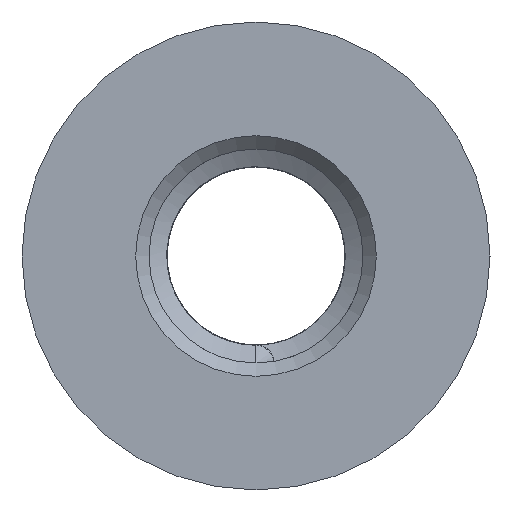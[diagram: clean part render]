
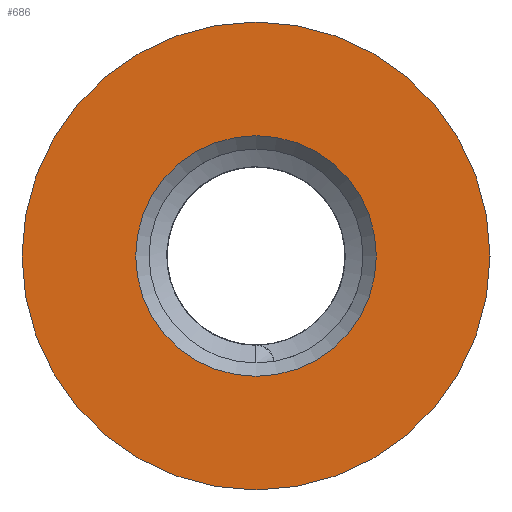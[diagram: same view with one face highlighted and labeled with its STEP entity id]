
A CAD part, front view. The second image highlights one B-rep face of the part: STEP entity #686.
In plain terms, the highlighted planar face has unit normal (0, -1, 0).
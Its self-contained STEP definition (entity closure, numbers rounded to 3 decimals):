
#24=FACE_BOUND('',#140,.T.);
#26=PLANE('',#764);
#52=CIRCLE('',#743,4.5);
#65=CIRCLE('',#761,8.75);
#93=FACE_OUTER_BOUND('',#139,.T.);
#139=EDGE_LOOP('',(#545));
#140=EDGE_LOOP('',(#546));
#319=VERTEX_POINT('',#2463);
#336=VERTEX_POINT('',#2520);
#390=EDGE_CURVE('',#319,#319,#52,.T.);
#413=EDGE_CURVE('',#336,#336,#65,.T.);
#545=ORIENTED_EDGE('',*,*,#413,.T.);
#546=ORIENTED_EDGE('',*,*,#390,.T.);
#686=ADVANCED_FACE('',(#93,#24),#26,.T.);
#743=AXIS2_PLACEMENT_3D('',#2465,#845,#846);
#761=AXIS2_PLACEMENT_3D('',#2522,#885,#886);
#764=AXIS2_PLACEMENT_3D('',#2597,#891,#892);
#845=DIRECTION('center_axis',(0.,1.,0.));
#846=DIRECTION('ref_axis',(0.,0.,-1.));
#885=DIRECTION('center_axis',(0.,-1.,0.));
#886=DIRECTION('ref_axis',(0.,0.,-1.));
#891=DIRECTION('center_axis',(0.,-1.,0.));
#892=DIRECTION('ref_axis',(0.,0.,-1.));
#2463=CARTESIAN_POINT('',(0.,-1.5,4.5));
#2465=CARTESIAN_POINT('Origin',(0.,-1.5,0.));
#2520=CARTESIAN_POINT('',(0.,-1.5,-8.75));
#2522=CARTESIAN_POINT('Origin',(0.,-1.5,0.));
#2597=CARTESIAN_POINT('Origin',(0.,-1.5,0.));
